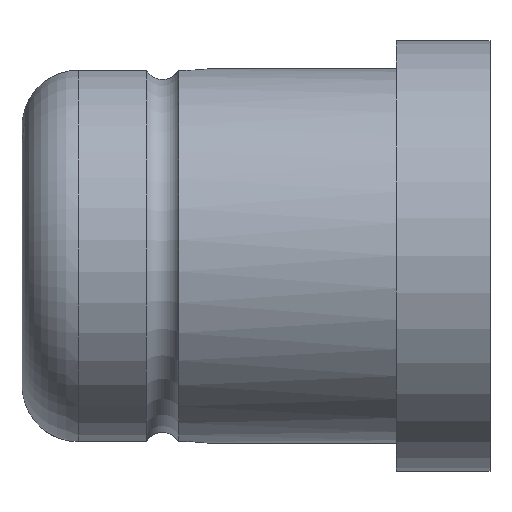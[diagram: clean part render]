
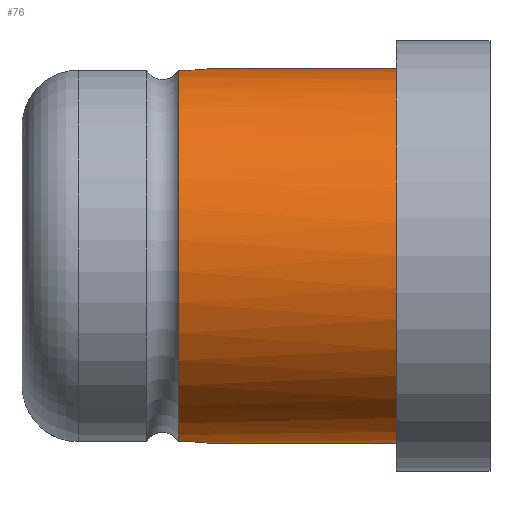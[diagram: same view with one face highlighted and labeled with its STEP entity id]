
A CAD part, top view. The second image highlights one B-rep face of the part: STEP entity #76.
In plain terms, the highlighted cylindrical face has radius 2 mm (diameter 4 mm), a full revolution.
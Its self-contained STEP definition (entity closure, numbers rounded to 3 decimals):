
#76 = ADVANCED_FACE( '', ( #159, #160 ), #161, .T. );
#159 = FACE_OUTER_BOUND( '', #246, .T. );
#160 = FACE_OUTER_BOUND( '', #247, .T. );
#161 = CYLINDRICAL_SURFACE( '', #248, 2. );
#246 = EDGE_LOOP( '', ( #412 ) );
#247 = EDGE_LOOP( '', ( #413, #414, #415, #416, #417, #418, #419, #420 ) );
#248 = AXIS2_PLACEMENT_3D( '', #421, #422, #423 );
#412 = ORIENTED_EDGE( '', *, *, #529, .F. );
#413 = ORIENTED_EDGE( '', *, *, #497, .F. );
#414 = ORIENTED_EDGE( '', *, *, #537, .F. );
#415 = ORIENTED_EDGE( '', *, *, #511, .F. );
#416 = ORIENTED_EDGE( '', *, *, #552, .T. );
#417 = ORIENTED_EDGE( '', *, *, #519, .F. );
#418 = ORIENTED_EDGE( '', *, *, #545, .F. );
#419 = ORIENTED_EDGE( '', *, *, #489, .F. );
#420 = ORIENTED_EDGE( '', *, *, #553, .T. );
#421 = CARTESIAN_POINT( '', ( 5., 0., 0. ) );
#422 = DIRECTION( '', ( -1., 0., 0. ) );
#423 = DIRECTION( '', ( 0., 0., -1. ) );
#489 = EDGE_CURVE( '', #570, #572, #573, .T. );
#497 = EDGE_CURVE( '', #586, #588, #589, .F. );
#511 = EDGE_CURVE( '', #610, #612, #613, .T. );
#519 = EDGE_CURVE( '', #626, #628, #629, .F. );
#529 = EDGE_CURVE( '', #644, #644, #645, .T. );
#537 = EDGE_CURVE( '', #612, #586, #653, .T. );
#545 = EDGE_CURVE( '', #572, #626, #661, .T. );
#552 = EDGE_CURVE( '', #610, #628, #669, .T. );
#553 = EDGE_CURVE( '', #570, #588, #670, .T. );
#570 = VERTEX_POINT( '', #687 );
#572 = VERTEX_POINT( '', #694 );
#573 = LINE( '', #695, #696 );
#586 = VERTEX_POINT( '', #723 );
#588 = VERTEX_POINT( '', #726 );
#589 = LINE( '', #727, #728 );
#610 = VERTEX_POINT( '', #767 );
#612 = VERTEX_POINT( '', #774 );
#613 = LINE( '', #775, #776 );
#626 = VERTEX_POINT( '', #803 );
#628 = VERTEX_POINT( '', #806 );
#629 = LINE( '', #807, #808 );
#644 = VERTEX_POINT( '', #842 );
#645 = CIRCLE( '', #843, 2. );
#653 = B_SPLINE_CURVE_WITH_KNOTS( '', 3, ( #851, #852, #853, #854, #855, #856, #857, #858, #859, #860 ), .UNSPECIFIED., .F., .F., ( 4, 2, 2, 2, 4 ), ( 0., 0., 0., 0., 0. ), .UNSPECIFIED. );
#661 = B_SPLINE_CURVE_WITH_KNOTS( '', 3, ( #877, #878, #879, #880, #881, #882, #883, #884, #885, #886 ), .UNSPECIFIED., .F., .F., ( 4, 2, 2, 2, 4 ), ( 0., 0., 0., 0.001, 0.001 ), .UNSPECIFIED. );
#669 = CIRCLE( '', #903, 2. );
#670 = CIRCLE( '', #904, 2. );
#687 = CARTESIAN_POINT( '', ( 1.673, 1.984, 0.25 ) );
#694 = CARTESIAN_POINT( '', ( 1.75, 1.984, 0.25 ) );
#695 = CARTESIAN_POINT( '', ( 5., 1.984, 0.25 ) );
#696 = VECTOR( '', #917, 1000. );
#723 = CARTESIAN_POINT( '', ( 1.75, -1.984, 0.25 ) );
#726 = CARTESIAN_POINT( '', ( 1.673, -1.984, 0.25 ) );
#727 = CARTESIAN_POINT( '', ( 5., -1.984, 0.25 ) );
#728 = VECTOR( '', #923, 1000. );
#767 = CARTESIAN_POINT( '', ( 1.673, -1.984, -0.25 ) );
#774 = CARTESIAN_POINT( '', ( 1.75, -1.984, -0.25 ) );
#775 = CARTESIAN_POINT( '', ( 5., -1.984, -0.25 ) );
#776 = VECTOR( '', #936, 1000. );
#803 = CARTESIAN_POINT( '', ( 1.75, 1.984, -0.25 ) );
#806 = CARTESIAN_POINT( '', ( 1.673, 1.984, -0.25 ) );
#807 = CARTESIAN_POINT( '', ( 5., 1.984, -0.25 ) );
#808 = VECTOR( '', #942, 1000. );
#842 = CARTESIAN_POINT( '', ( 4., 0., -2. ) );
#843 = AXIS2_PLACEMENT_3D( '', #951, #952, #953 );
#851 = CARTESIAN_POINT( '', ( 1.75, -1.984, -0.25 ) );
#852 = CARTESIAN_POINT( '', ( 1.816, -1.984, -0.25 ) );
#853 = CARTESIAN_POINT( '', ( 1.881, -1.988, -0.223 ) );
#854 = CARTESIAN_POINT( '', ( 1.973, -1.996, -0.131 ) );
#855 = CARTESIAN_POINT( '', ( 2., -2., -0.066 ) );
#856 = CARTESIAN_POINT( '', ( 2., -2., 0.066 ) );
#857 = CARTESIAN_POINT( '', ( 1.973, -1.996, 0.131 ) );
#858 = CARTESIAN_POINT( '', ( 1.881, -1.988, 0.223 ) );
#859 = CARTESIAN_POINT( '', ( 1.816, -1.984, 0.25 ) );
#860 = CARTESIAN_POINT( '', ( 1.75, -1.984, 0.25 ) );
#877 = CARTESIAN_POINT( '', ( 1.75, 1.984, 0.25 ) );
#878 = CARTESIAN_POINT( '', ( 1.816, 1.984, 0.25 ) );
#879 = CARTESIAN_POINT( '', ( 1.881, 1.988, 0.223 ) );
#880 = CARTESIAN_POINT( '', ( 1.973, 1.996, 0.131 ) );
#881 = CARTESIAN_POINT( '', ( 2., 2., 0.066 ) );
#882 = CARTESIAN_POINT( '', ( 2., 2., -0.066 ) );
#883 = CARTESIAN_POINT( '', ( 1.973, 1.996, -0.131 ) );
#884 = CARTESIAN_POINT( '', ( 1.881, 1.988, -0.223 ) );
#885 = CARTESIAN_POINT( '', ( 1.816, 1.984, -0.25 ) );
#886 = CARTESIAN_POINT( '', ( 1.75, 1.984, -0.25 ) );
#903 = AXIS2_PLACEMENT_3D( '', #981, #982, #983 );
#904 = AXIS2_PLACEMENT_3D( '', #984, #985, #986 );
#917 = DIRECTION( '', ( 1., 0., 0. ) );
#923 = DIRECTION( '', ( 1., 0., 0. ) );
#936 = DIRECTION( '', ( 1., 0., 0. ) );
#942 = DIRECTION( '', ( 1., 0., 0. ) );
#951 = CARTESIAN_POINT( '', ( 4., 0., 0. ) );
#952 = DIRECTION( '', ( 1., 0., 0. ) );
#953 = DIRECTION( '', ( 0., 0., -1. ) );
#981 = CARTESIAN_POINT( '', ( 1.673, 0., 0. ) );
#982 = DIRECTION( '', ( 1., 0., 0. ) );
#983 = DIRECTION( '', ( 0., 0., -1. ) );
#984 = CARTESIAN_POINT( '', ( 1.673, 0., 0. ) );
#985 = DIRECTION( '', ( 1., 0., 0. ) );
#986 = DIRECTION( '', ( 0., 0., -1. ) );
